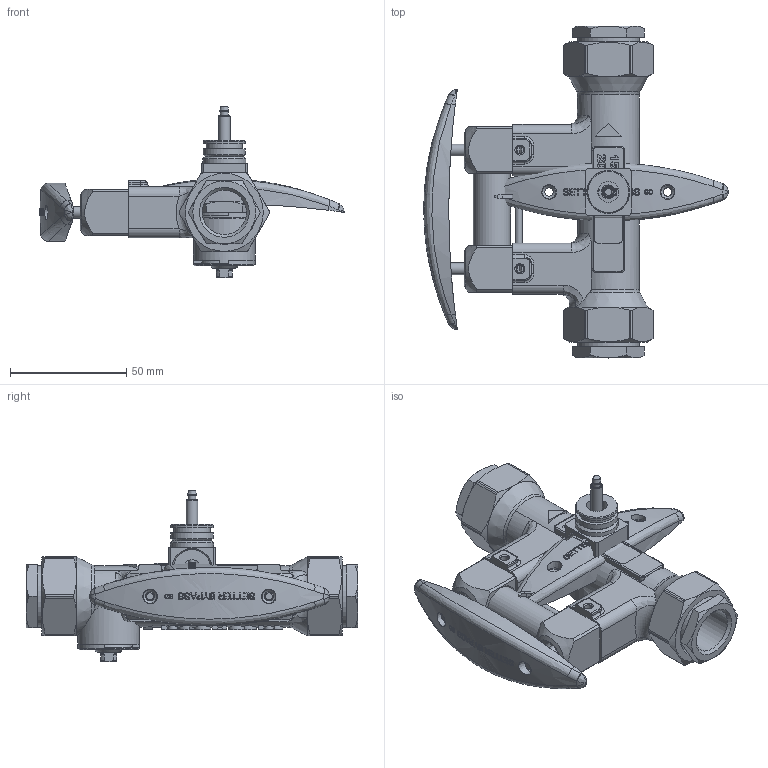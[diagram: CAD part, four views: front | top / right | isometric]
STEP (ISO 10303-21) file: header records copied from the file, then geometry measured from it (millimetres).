
FILE_DESCRIPTION( ( 'Unknown' ), '1' );
FILE_NAME( 'Setter BP SD IG DN15.stp', 'Unknown', ( 'Unknown' ), ( 'Unknown' ), 'PSStep 10.0', 'Unknown', ' ' );
FILE_SCHEMA( ( 'automotive_design' ) );
Length unit declared in the file: millimetre
Products named in the file (12): Assem1; 3-4975d; 4-5435b; 4-4976g; 4-5437b; 3-4939g; 1-5368c; 3-4944c; 4-4966f; 4-3773e; 3-5434c; 3-5434c-oa0
Bounding box: 130.76 x 142.6 x 73.7 mm (x, y, z)
Volume: 190816.5 mm3; surface area: 117630.9 mm2
Topology: 24 solids, 24 shells, 1673 faces, 4160 edges, 2693 vertices
Faces by surface type: plane 730, cylinder 456, cone 173, extrusion 128, torus 93, sphere 49, bspline 44
Full cylindrical faces by diameter (mm): 1 x2, 2.922 x4, 3 x2, 3.1 x6, 3.3 x7, 3.6 x4, 3.8 x3, 3.896 x4, 5 x7, 5.2 x2, 5.4 x2, 5.8 x4, 5.9 x2, 6 x3, 6.957 x4, 7.5 x4, 8 x4, 8.5 x6, 9 x4, 9.7 x4, 9.95 x2, 10 x4, 12 x2, 13 x4, 13.4 x4, 15.6 x4, 15.8 x2, 16 x2, 16.1 x8, 17 x4
Entity records: 30468 total; most frequent: CARTESIAN_POINT 11985, DIRECTION 3675, ORIENTED_EDGE 3590, EDGE_CURVE 1795, AXIS2_PLACEMENT_3D 1455, VERTEX_POINT 1240, EDGE_LOOP 1084, FACE_OUTER_BOUND 908
